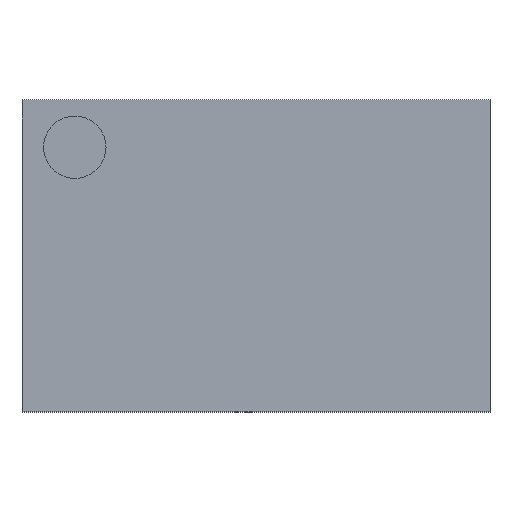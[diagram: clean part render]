
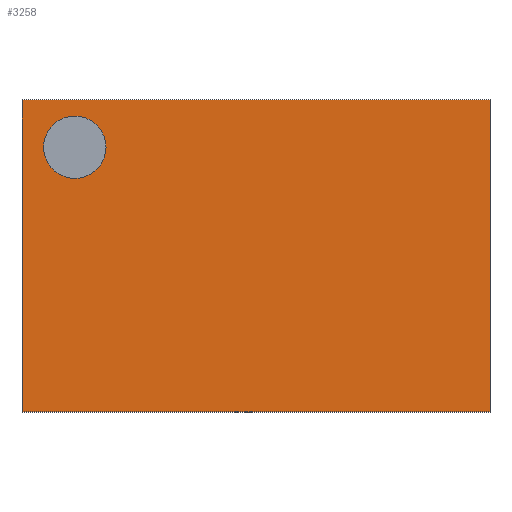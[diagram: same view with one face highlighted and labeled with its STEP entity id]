
A CAD part, top view. The second image highlights one B-rep face of the part: STEP entity #3258.
In plain terms, the highlighted planar face has unit normal (0, 0, 1).
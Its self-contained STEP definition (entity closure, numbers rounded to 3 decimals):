
#186 = PLANE('',#187);
#187 = AXIS2_PLACEMENT_3D('',#188,#189,#190);
#188 = CARTESIAN_POINT('',(-1.5,1.,0.));
#189 = DIRECTION('',(0.,1.,0.));
#190 = DIRECTION('',(1.,0.,0.));
#214 = PLANE('',#215);
#215 = AXIS2_PLACEMENT_3D('',#216,#217,#218);
#216 = CARTESIAN_POINT('',(1.5,1.,0.));
#217 = DIRECTION('',(1.,0.,0.));
#218 = DIRECTION('',(0.,-1.,0.));
#242 = PLANE('',#243);
#243 = AXIS2_PLACEMENT_3D('',#244,#245,#246);
#244 = CARTESIAN_POINT('',(1.5,-1.,0.));
#245 = DIRECTION('',(0.,-1.,0.));
#246 = DIRECTION('',(-1.,0.,0.));
#268 = PLANE('',#269);
#269 = AXIS2_PLACEMENT_3D('',#270,#271,#272);
#270 = CARTESIAN_POINT('',(-1.5,-1.,0.));
#271 = DIRECTION('',(-1.,0.,0.));
#272 = DIRECTION('',(0.,1.,0.));
#1446 = VERTEX_POINT('',#1447);
#1447 = CARTESIAN_POINT('',(-1.5,1.,0.45));
#1468 = EDGE_CURVE('',#1446,#1469,#1471,.T.);
#1469 = VERTEX_POINT('',#1470);
#1470 = CARTESIAN_POINT('',(1.5,1.,0.45));
#1471 = SURFACE_CURVE('',#1472,(#1476,#1483),.PCURVE_S1.);
#1472 = LINE('',#1473,#1474);
#1473 = CARTESIAN_POINT('',(-1.5,1.,0.45));
#1474 = VECTOR('',#1475,1.);
#1475 = DIRECTION('',(1.,0.,0.));
#1476 = PCURVE('',#186,#1477);
#1477 = DEFINITIONAL_REPRESENTATION('',(#1478),#1482);
#1478 = LINE('',#1479,#1480);
#1479 = CARTESIAN_POINT('',(0.,-0.45));
#1480 = VECTOR('',#1481,1.);
#1481 = DIRECTION('',(1.,0.));
#1482 = ( GEOMETRIC_REPRESENTATION_CONTEXT(2) 
PARAMETRIC_REPRESENTATION_CONTEXT() REPRESENTATION_CONTEXT('2D SPACE',''
  ) );
#1483 = PCURVE('',#1484,#1489);
#1484 = PLANE('',#1485);
#1485 = AXIS2_PLACEMENT_3D('',#1486,#1487,#1488);
#1486 = CARTESIAN_POINT('',(0.,0.,0.45));
#1487 = DIRECTION('',(-0.,-0.,-1.));
#1488 = DIRECTION('',(-1.,0.,0.));
#1489 = DEFINITIONAL_REPRESENTATION('',(#1490),#1494);
#1490 = LINE('',#1491,#1492);
#1491 = CARTESIAN_POINT('',(1.5,1.));
#1492 = VECTOR('',#1493,1.);
#1493 = DIRECTION('',(-1.,0.));
#1494 = ( GEOMETRIC_REPRESENTATION_CONTEXT(2) 
PARAMETRIC_REPRESENTATION_CONTEXT() REPRESENTATION_CONTEXT('2D SPACE',''
  ) );
#1522 = VERTEX_POINT('',#1523);
#1523 = CARTESIAN_POINT('',(-1.5,-1.,0.45));
#1544 = EDGE_CURVE('',#1522,#1446,#1545,.T.);
#1545 = SURFACE_CURVE('',#1546,(#1550,#1557),.PCURVE_S1.);
#1546 = LINE('',#1547,#1548);
#1547 = CARTESIAN_POINT('',(-1.5,-1.,0.45));
#1548 = VECTOR('',#1549,1.);
#1549 = DIRECTION('',(0.,1.,0.));
#1550 = PCURVE('',#268,#1551);
#1551 = DEFINITIONAL_REPRESENTATION('',(#1552),#1556);
#1552 = LINE('',#1553,#1554);
#1553 = CARTESIAN_POINT('',(0.,-0.45));
#1554 = VECTOR('',#1555,1.);
#1555 = DIRECTION('',(1.,0.));
#1556 = ( GEOMETRIC_REPRESENTATION_CONTEXT(2) 
PARAMETRIC_REPRESENTATION_CONTEXT() REPRESENTATION_CONTEXT('2D SPACE',''
  ) );
#1557 = PCURVE('',#1484,#1558);
#1558 = DEFINITIONAL_REPRESENTATION('',(#1559),#1563);
#1559 = LINE('',#1560,#1561);
#1560 = CARTESIAN_POINT('',(1.5,-1.));
#1561 = VECTOR('',#1562,1.);
#1562 = DIRECTION('',(0.,1.));
#1563 = ( GEOMETRIC_REPRESENTATION_CONTEXT(2) 
PARAMETRIC_REPRESENTATION_CONTEXT() REPRESENTATION_CONTEXT('2D SPACE',''
  ) );
#1571 = EDGE_CURVE('',#1469,#1572,#1574,.T.);
#1572 = VERTEX_POINT('',#1573);
#1573 = CARTESIAN_POINT('',(1.5,-1.,0.45));
#1574 = SURFACE_CURVE('',#1575,(#1579,#1586),.PCURVE_S1.);
#1575 = LINE('',#1576,#1577);
#1576 = CARTESIAN_POINT('',(1.5,1.,0.45));
#1577 = VECTOR('',#1578,1.);
#1578 = DIRECTION('',(0.,-1.,0.));
#1579 = PCURVE('',#214,#1580);
#1580 = DEFINITIONAL_REPRESENTATION('',(#1581),#1585);
#1581 = LINE('',#1582,#1583);
#1582 = CARTESIAN_POINT('',(0.,-0.45));
#1583 = VECTOR('',#1584,1.);
#1584 = DIRECTION('',(1.,0.));
#1585 = ( GEOMETRIC_REPRESENTATION_CONTEXT(2) 
PARAMETRIC_REPRESENTATION_CONTEXT() REPRESENTATION_CONTEXT('2D SPACE',''
  ) );
#1586 = PCURVE('',#1484,#1587);
#1587 = DEFINITIONAL_REPRESENTATION('',(#1588),#1592);
#1588 = LINE('',#1589,#1590);
#1589 = CARTESIAN_POINT('',(-1.5,1.));
#1590 = VECTOR('',#1591,1.);
#1591 = DIRECTION('',(0.,-1.));
#1592 = ( GEOMETRIC_REPRESENTATION_CONTEXT(2) 
PARAMETRIC_REPRESENTATION_CONTEXT() REPRESENTATION_CONTEXT('2D SPACE',''
  ) );
#1620 = EDGE_CURVE('',#1572,#1522,#1621,.T.);
#1621 = SURFACE_CURVE('',#1622,(#1626,#1633),.PCURVE_S1.);
#1622 = LINE('',#1623,#1624);
#1623 = CARTESIAN_POINT('',(1.5,-1.,0.45));
#1624 = VECTOR('',#1625,1.);
#1625 = DIRECTION('',(-1.,0.,0.));
#1626 = PCURVE('',#242,#1627);
#1627 = DEFINITIONAL_REPRESENTATION('',(#1628),#1632);
#1628 = LINE('',#1629,#1630);
#1629 = CARTESIAN_POINT('',(0.,-0.45));
#1630 = VECTOR('',#1631,1.);
#1631 = DIRECTION('',(1.,0.));
#1632 = ( GEOMETRIC_REPRESENTATION_CONTEXT(2) 
PARAMETRIC_REPRESENTATION_CONTEXT() REPRESENTATION_CONTEXT('2D SPACE',''
  ) );
#1633 = PCURVE('',#1484,#1634);
#1634 = DEFINITIONAL_REPRESENTATION('',(#1635),#1639);
#1635 = LINE('',#1636,#1637);
#1636 = CARTESIAN_POINT('',(-1.5,-1.));
#1637 = VECTOR('',#1638,1.);
#1638 = DIRECTION('',(1.,0.));
#1639 = ( GEOMETRIC_REPRESENTATION_CONTEXT(2) 
PARAMETRIC_REPRESENTATION_CONTEXT() REPRESENTATION_CONTEXT('2D SPACE',''
  ) );
#3258 = ADVANCED_FACE('',(#3259,#3265),#1484,.F.);
#3259 = FACE_BOUND('',#3260,.F.);
#3260 = EDGE_LOOP('',(#3261,#3262,#3263,#3264));
#3261 = ORIENTED_EDGE('',*,*,#1468,.T.);
#3262 = ORIENTED_EDGE('',*,*,#1571,.T.);
#3263 = ORIENTED_EDGE('',*,*,#1620,.T.);
#3264 = ORIENTED_EDGE('',*,*,#1544,.T.);
#3265 = FACE_BOUND('',#3266,.F.);
#3266 = EDGE_LOOP('',(#3267));
#3267 = ORIENTED_EDGE('',*,*,#3268,.T.);
#3268 = EDGE_CURVE('',#3269,#3269,#3271,.T.);
#3269 = VERTEX_POINT('',#3270);
#3270 = CARTESIAN_POINT('',(-0.961,0.697,0.45));
#3271 = SURFACE_CURVE('',#3272,(#3277,#3288),.PCURVE_S1.);
#3272 = CIRCLE('',#3273,0.2);
#3273 = AXIS2_PLACEMENT_3D('',#3274,#3275,#3276);
#3274 = CARTESIAN_POINT('',(-1.161,0.697,0.45));
#3275 = DIRECTION('',(0.,0.,1.));
#3276 = DIRECTION('',(1.,0.,0.));
#3277 = PCURVE('',#1484,#3278);
#3278 = DEFINITIONAL_REPRESENTATION('',(#3279),#3287);
#3279 = ( BOUNDED_CURVE() B_SPLINE_CURVE(2,(#3280,#3281,#3282,#3283,
#3284,#3285,#3286),.UNSPECIFIED.,.T.,.F.) B_SPLINE_CURVE_WITH_KNOTS((1,2
    ,2,2,2,1),(-2.094,0.,2.094,4.189,
6.283,8.378),.UNSPECIFIED.) CURVE() 
GEOMETRIC_REPRESENTATION_ITEM() RATIONAL_B_SPLINE_CURVE((1.,0.5,1.,0.5,
1.,0.5,1.)) REPRESENTATION_ITEM('') );
#3280 = CARTESIAN_POINT('',(0.961,0.697));
#3281 = CARTESIAN_POINT('',(0.961,1.043));
#3282 = CARTESIAN_POINT('',(1.261,0.87));
#3283 = CARTESIAN_POINT('',(1.561,0.697));
#3284 = CARTESIAN_POINT('',(1.261,0.524));
#3285 = CARTESIAN_POINT('',(0.961,0.351));
#3286 = CARTESIAN_POINT('',(0.961,0.697));
#3287 = ( GEOMETRIC_REPRESENTATION_CONTEXT(2) 
PARAMETRIC_REPRESENTATION_CONTEXT() REPRESENTATION_CONTEXT('2D SPACE',''
  ) );
#3288 = PCURVE('',#3289,#3294);
#3289 = CYLINDRICAL_SURFACE('',#3290,0.2);
#3290 = AXIS2_PLACEMENT_3D('',#3291,#3292,#3293);
#3291 = CARTESIAN_POINT('',(-1.161,0.697,0.45));
#3292 = DIRECTION('',(0.,0.,1.));
#3293 = DIRECTION('',(1.,0.,0.));
#3294 = DEFINITIONAL_REPRESENTATION('',(#3295),#3299);
#3295 = LINE('',#3296,#3297);
#3296 = CARTESIAN_POINT('',(0.,0.));
#3297 = VECTOR('',#3298,1.);
#3298 = DIRECTION('',(1.,0.));
#3299 = ( GEOMETRIC_REPRESENTATION_CONTEXT(2) 
PARAMETRIC_REPRESENTATION_CONTEXT() REPRESENTATION_CONTEXT('2D SPACE',''
  ) );
